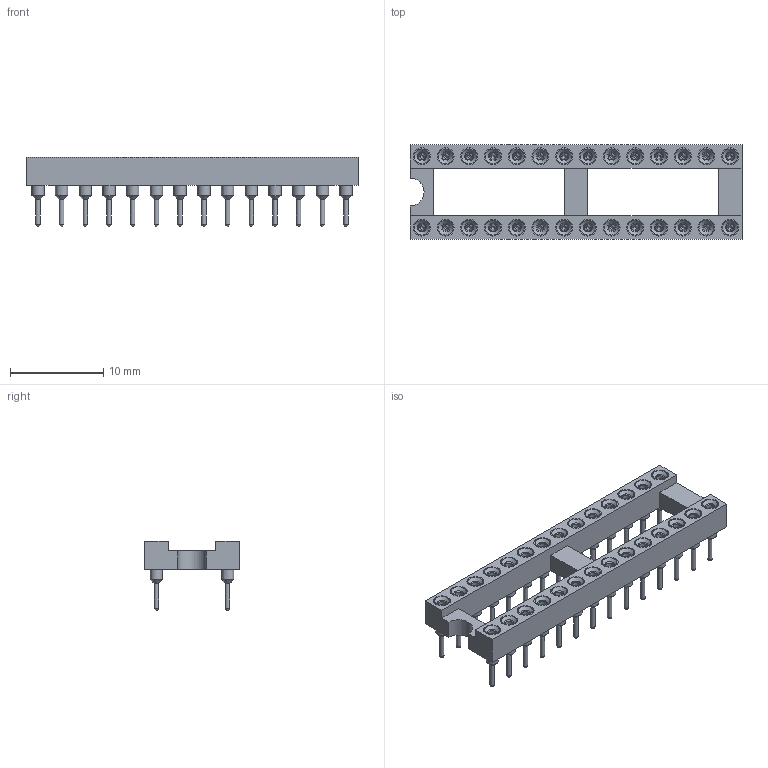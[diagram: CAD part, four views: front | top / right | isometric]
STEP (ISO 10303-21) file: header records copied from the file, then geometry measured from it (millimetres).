
FILE_DESCRIPTION(('STEP AP214'), '1');
FILE_NAME('SCxM', '', ('UNSPECIFIED'), ('UNSPECIFIED'), 'ASCON STEP Converter 1.6', 'ASCON Math Kernel', '');
FILE_SCHEMA(('AUTOMOTIVE_DESIGN { 1 0 10303 214 3 1 1}'));
Length unit declared in the file: millimetre
Products named in the file (1): SCSM
Bounding box: 35.56 x 10.16 x 7.4 mm (x, y, z)
Volume: 597.5 mm3; surface area: 2619.7 mm2
Topology: 57 solids, 57 shells, 1138 faces, 2518 edges, 1464 vertices
Faces by surface type: plane 549, cone 336, cylinder 225, sphere 28
Full cylindrical faces by diameter (mm): 0.48 x28, 0.8 x28, 1 x56, 1.32 x56, 1.83 x56
Entity records: 42400 total; most frequent: CARTESIAN_POINT 9573, DIRECTION 5078, ORIENTED_EDGE 4196, AXIS2_PLACEMENT_3D 2289, EDGE_CURVE 2098, EDGE_LOOP 1588, VERTEX_POINT 1408, COLOUR_RGB 1195
